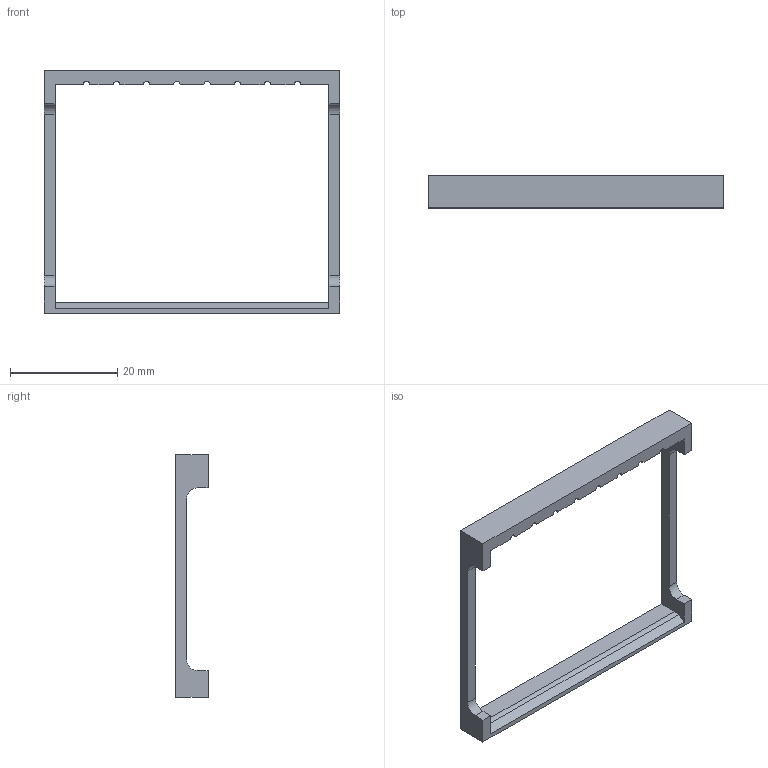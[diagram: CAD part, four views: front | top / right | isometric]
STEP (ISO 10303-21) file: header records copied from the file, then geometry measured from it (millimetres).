
FILE_DESCRIPTION (( 'STEP AP214' ), '1' );
FILE_NAME ('BGI Shroud.STEP', '2017-11-01T22:49:13', ( '' ), ( '' ), 'SwSTEP 2.0', 'SolidWorks 2016', '' );
FILE_SCHEMA (( 'AUTOMOTIVE_DESIGN' ));
Length unit declared in the file: millimetre
Products named in the file (1): BGI Shroud
Bounding box: 55 x 6 x 45.2 mm (x, y, z)
Volume: 1868 mm3; surface area: 2602.2 mm2
Topology: 1 solids, 1 shells, 47 faces, 138 edges, 92 vertices
Faces by surface type: plane 26, cylinder 21
Entity records: 1612 total; most frequent: CARTESIAN_POINT 278, ORIENTED_EDGE 276, DIRECTION 276, EDGE_CURVE 138, LINE 96, VECTOR 96, VERTEX_POINT 92, AXIS2_PLACEMENT_3D 90
